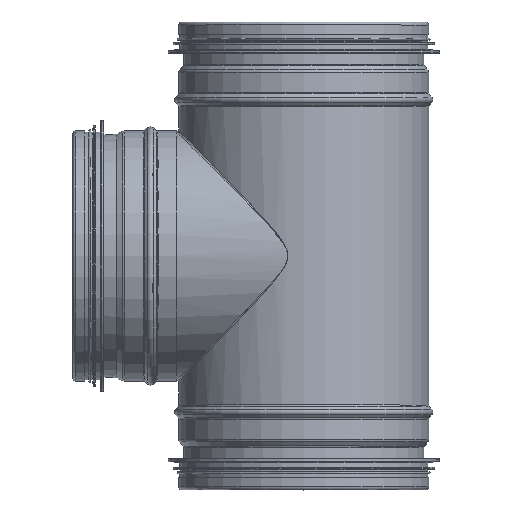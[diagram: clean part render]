
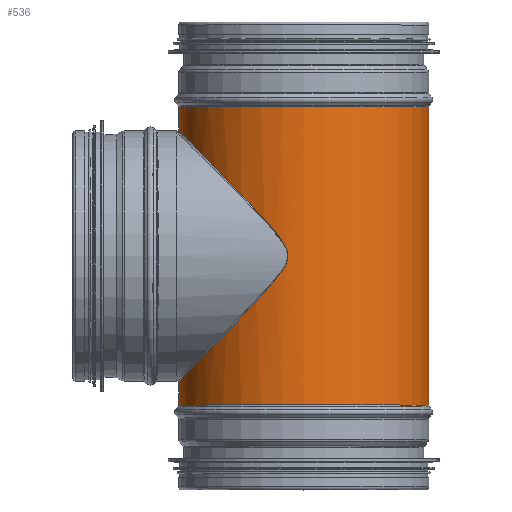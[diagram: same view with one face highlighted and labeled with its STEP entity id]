
A CAD part, top view. The second image highlights one B-rep face of the part: STEP entity #536.
In plain terms, the highlighted cylindrical face has radius 62.025 mm (diameter 124.05 mm), a full revolution.
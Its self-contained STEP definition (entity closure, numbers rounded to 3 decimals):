
#363=CARTESIAN_POINT('',(-7.797,115.5,61.533));
#364=VERTEX_POINT('',#363);
#429=CARTESIAN_POINT('',(-7.796,115.499,61.533));
#430=CARTESIAN_POINT('',(-7.795,116.523,61.533));
#431=CARTESIAN_POINT('',(-8.075,117.895,61.499));
#432=CARTESIAN_POINT('',(-9.094,120.424,61.358));
#433=CARTESIAN_POINT('',(-11.41,124.218,61.003));
#434=CARTESIAN_POINT('',(-15.737,129.468,60.079));
#435=CARTESIAN_POINT('',(-21.009,135.367,58.449));
#436=CARTESIAN_POINT('',(-27.282,142.088,55.868));
#437=CARTESIAN_POINT('',(-32.546,147.617,52.93));
#438=CARTESIAN_POINT('',(-39.311,154.659,48.209));
#439=CARTESIAN_POINT('',(-47.617,163.242,40.765));
#440=CARTESIAN_POINT('',(-55.595,171.434,28.9));
#441=CARTESIAN_POINT('',(-60.236,176.192,15.993));
#442=CARTESIAN_POINT('',(-62.099,178.101,5.459));
#443=CARTESIAN_POINT('',(-62.104,178.106,-4.521));
#444=CARTESIAN_POINT('',(-61.017,176.993,-11.571));
#445=CARTESIAN_POINT('',(-58.552,174.466,-21.806));
#446=CARTESIAN_POINT('',(-52.505,168.269,-34.793));
#447=CARTESIAN_POINT('',(-40.37,155.771,-48.097));
#448=CARTESIAN_POINT('',(-28.814,143.745,-55.359));
#449=CARTESIAN_POINT('',(-20.739,135.074,-58.535));
#450=CARTESIAN_POINT('',(-16.011,129.749,-59.961));
#451=CARTESIAN_POINT('',(-12.551,125.629,-60.783));
#452=CARTESIAN_POINT('',(-9.665,121.554,-61.279));
#453=CARTESIAN_POINT('',(-8.128,118.239,-61.492));
#454=CARTESIAN_POINT('',(-7.631,115.504,-61.553));
#455=CARTESIAN_POINT('',(-8.086,112.995,-61.497));
#456=CARTESIAN_POINT('',(-8.796,111.317,-61.399));
#457=CARTESIAN_POINT('',(-10.058,108.886,-61.211));
#458=CARTESIAN_POINT('',(-13.315,104.309,-60.655));
#459=CARTESIAN_POINT('',(-19.265,97.527,-59.12));
#460=CARTESIAN_POINT('',(-27.593,88.553,-55.834));
#461=CARTESIAN_POINT('',(-34.573,81.267,-51.745));
#462=CARTESIAN_POINT('',(-43.392,72.113,-44.781));
#463=CARTESIAN_POINT('',(-52.49,62.75,-34.82));
#464=CARTESIAN_POINT('',(-59.256,55.811,-20.299));
#465=CARTESIAN_POINT('',(-61.323,53.694,-9.84));
#466=CARTESIAN_POINT('',(-62.102,52.896,-2.734));
#467=CARTESIAN_POINT('',(-62.102,52.896,5.432));
#468=CARTESIAN_POINT('',(-60.242,54.801,15.968));
#469=CARTESIAN_POINT('',(-55.609,59.551,28.874));
#470=CARTESIAN_POINT('',(-49.622,65.698,37.785));
#471=CARTESIAN_POINT('',(-42.545,72.999,45.308));
#472=CARTESIAN_POINT('',(-36.036,79.731,50.879));
#473=CARTESIAN_POINT('',(-26.458,89.758,56.511));
#474=CARTESIAN_POINT('',(-17.424,99.489,59.724));
#475=CARTESIAN_POINT('',(-11.624,106.52,60.956));
#476=CARTESIAN_POINT('',(-9.452,109.99,61.303));
#477=CARTESIAN_POINT('',(-8.264,112.438,61.475));
#478=CARTESIAN_POINT('',(-7.797,114.134,61.533));
#479=CARTESIAN_POINT('',(-7.796,115.499,61.533));
#480=B_SPLINE_CURVE_WITH_KNOTS('',3,(#429,#430,#431,#432,#433,#434,#435,#436,#437,#438,#439,#440,#441,#442,#443,#444,#445,#446,#447,#448,#449,#450,#451,#452,#453,#454,#455,#456,#457,#458,#459,#460,#461,#462,#463,#464,#465,#466,#467,#468,#469,#470,#471,#472,#473,#474,#475,#476,#477,#478,#479),.UNSPECIFIED.,.T.,.U.,(4,1,1,1,1,1,1,1,1,1,1,1,1,1,1,1,1,1,1,1,1,1,1,1,1,1,1,1,1,1,1,1,1,1,1,1,1,1,1,1,1,1,1,1,1,1,1,1,4),(-46.465,-46.153,-46.05,-45.635,-44.805,-43.975,-43.146,-41.901,-41.486,-39.827,-37.614,-36.508,-35.402,-34.295,-33.466,-33.189,-30.976,-28.764,-26.551,-25.445,-25.03,-24.339,-23.785,-23.509,-23.232,-22.956,-22.748,-22.679,-22.126,-21.02,-19.913,-18.254,-17.701,-15.488,-13.276,-12.446,-12.169,-11.063,-9.957,-8.85,-6.638,-6.223,-4.978,-3.319,-1.659,-0.83,-0.519,-0.415,0.0),.UNSPECIFIED.);
#481=EDGE_CURVE('',#364,#364,#480,.T.);
#506=CARTESIAN_POINT('',(0.0,78.5,0.0));
#507=DIRECTION('',(0.0,-1.0,0.0));
#508=DIRECTION('',(1.0,0.0,0.0));
#509=AXIS2_PLACEMENT_3D('',#506,#507,#508);
#510=CYLINDRICAL_SURFACE('',#509,62.025);
#511=CARTESIAN_POINT('',(62.025,189.5,0.0));
#512=VERTEX_POINT('',#511);
#513=CARTESIAN_POINT('',(0.0,189.5,0.0));
#514=DIRECTION('',(0.0,-1.0,0.0));
#515=DIRECTION('',(1.0,0.0,0.0));
#516=AXIS2_PLACEMENT_3D('',#513,#514,#515);
#517=CIRCLE('',#516,62.025);
#518=EDGE_CURVE('',#512,#512,#517,.T.);
#519=ORIENTED_EDGE('',*,*,#518,.T.);
#520=EDGE_LOOP('',(#519));
#521=FACE_OUTER_BOUND('',#520,.T.);
#522=CARTESIAN_POINT('',(62.025,41.5,0.0));
#523=VERTEX_POINT('',#522);
#524=CARTESIAN_POINT('',(0.0,41.5,0.0));
#525=DIRECTION('',(0.0,-1.0,0.0));
#526=DIRECTION('',(1.0,0.0,0.0));
#527=AXIS2_PLACEMENT_3D('',#524,#525,#526);
#528=CIRCLE('',#527,62.025);
#529=EDGE_CURVE('',#523,#523,#528,.T.);
#530=ORIENTED_EDGE('',*,*,#529,.F.);
#531=EDGE_LOOP('',(#530));
#532=FACE_BOUND('',#531,.T.);
#533=ORIENTED_EDGE('',*,*,#481,.F.);
#534=EDGE_LOOP('',(#533));
#535=FACE_BOUND('',#534,.T.);
#536=ADVANCED_FACE('',(#521,#532,#535),#510,.T.);
